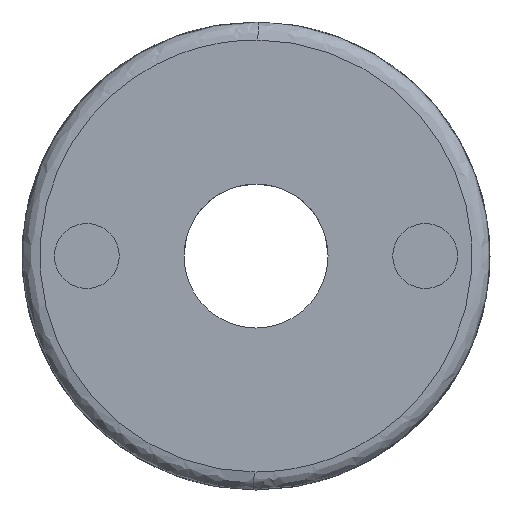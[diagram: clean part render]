
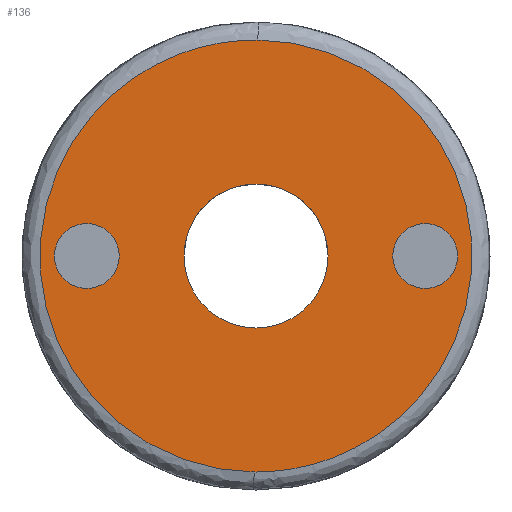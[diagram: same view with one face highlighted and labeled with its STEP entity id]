
A CAD part, left-side view. The second image highlights one B-rep face of the part: STEP entity #136.
In plain terms, the highlighted planar face has unit normal (-1, 0, 0).
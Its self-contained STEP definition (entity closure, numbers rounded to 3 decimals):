
#136 = ADVANCED_FACE ( 'NONE', ( #1410, #3428, #3287, #3233 ), #4816, .F. ) ;
#140 = VERTEX_POINT ( 'NONE', #4381 ) ;
#196 = DIRECTION ( 'NONE',  ( 0., 0., -1. ) ) ;
#202 = DIRECTION ( 'NONE',  ( 1., 0., 0. ) ) ;
#205 = CARTESIAN_POINT ( 'NONE',  ( -9.5, 4.7, 0.9 ) ) ;
#209 = CARTESIAN_POINT ( 'NONE',  ( -9.5, 4.7, 0. ) ) ;
#292 = CARTESIAN_POINT ( 'NONE',  ( -9.5, 4.7, 0. ) ) ;
#300 = DIRECTION ( 'NONE',  ( 1., 0., 0. ) ) ;
#318 = DIRECTION ( 'NONE',  ( 0., 0., -1. ) ) ;
#328 = VERTEX_POINT ( 'NONE', #4612 ) ;
#399 = CIRCLE ( 'NONE', #1705, 0.9 ) ;
#449 = CIRCLE ( 'NONE', #1407, 2. ) ;
#566 = EDGE_CURVE ( 'NONE', #2801, #3839, #2463, .T. ) ;
#700 = EDGE_CURVE ( 'NONE', #140, #328, #3729, .T. ) ;
#1008 = DIRECTION ( 'NONE',  ( 0., 0., -1. ) ) ;
#1012 = DIRECTION ( 'NONE',  ( 1., 0., 0. ) ) ;
#1034 = CARTESIAN_POINT ( 'NONE',  ( -9.5, -4.7, 0. ) ) ;
#1059 = DIRECTION ( 'NONE',  ( 0., 0., -1. ) ) ;
#1073 = DIRECTION ( 'NONE',  ( 1., 0., 0. ) ) ;
#1089 = CARTESIAN_POINT ( 'NONE',  ( -9.5, 0., 0. ) ) ;
#1200 = CIRCLE ( 'NONE', #1792, 0.9 ) ;
#1238 = CARTESIAN_POINT ( 'NONE',  ( -9.5, 11.946, -5.892 ) ) ;
#1332 = CARTESIAN_POINT ( 'NONE',  ( -9.5, 0., -6. ) ) ;
#1335 = CARTESIAN_POINT ( 'NONE',  ( -9.5, -11.892, -6. ) ) ;
#1342 = CARTESIAN_POINT ( 'NONE',  ( -9.5, -11.946, 5.892 ) ) ;
#1407 = AXIS2_PLACEMENT_3D ( 'NONE', #1089, #1073, #1059 ) ;
#1410 = FACE_BOUND ( 'NONE', #3111, .T. ) ;
#1466 = CARTESIAN_POINT ( 'NONE',  ( -9.5, -4.7, 0. ) ) ;
#1496 = CARTESIAN_POINT ( 'NONE',  ( -9.5, -0.054, 6. ) ) ;
#1540 = CARTESIAN_POINT ( 'NONE',  ( -9.5, 0.054, -6. ) ) ;
#1602 = EDGE_CURVE ( 'NONE', #3839, #140, #1935, .T. ) ;
#1705 = AXIS2_PLACEMENT_3D ( 'NONE', #1034, #1012, #1008 ) ;
#1792 = AXIS2_PLACEMENT_3D ( 'NONE', #209, #202, #196 ) ;
#1859 = CARTESIAN_POINT ( 'NONE',  ( -9.5, 0., 2. ) ) ;
#1870 = CARTESIAN_POINT ( 'NONE',  ( -9.5, 0., 6. ) ) ;
#1891 = CARTESIAN_POINT ( 'NONE',  ( -9.5, 11.892, 6. ) ) ;
#1904 = CARTESIAN_POINT ( 'NONE',  ( -9.5, 0., 6. ) ) ;
#1935 =( BOUNDED_CURVE ( )  B_SPLINE_CURVE ( 3, ( #1496, #1342, #1335, #1332 ),
 .UNSPECIFIED., .F., .F. ) 
 B_SPLINE_CURVE_WITH_KNOTS ( ( 4, 4 ),
 ( 0.003, 1. ),
 .UNSPECIFIED. ) 
 CURVE ( )  GEOMETRIC_REPRESENTATION_ITEM ( )  RATIONAL_B_SPLINE_CURVE ( ( 1., 0.336, 0.336, 1. ) ) 
 REPRESENTATION_ITEM ( '' )  );
#1962 = EDGE_CURVE ( 'NONE', #2597, #2904, #1200, .T. ) ;
#2132 = EDGE_CURVE ( 'NONE', #328, #2801, #5158, .T. ) ;
#2192 = AXIS2_PLACEMENT_3D ( 'NONE', #2843, #2848, #2859 ) ;
#2254 = VERTEX_POINT ( 'NONE', #3857 ) ;
#2463 =( BOUNDED_CURVE ( )  B_SPLINE_CURVE ( 3, ( #3788, #3830, #3918, #3779 ),
 .UNSPECIFIED., .F., .F. ) 
 B_SPLINE_CURVE_WITH_KNOTS ( ( 4, 4 ),
 ( 0., 0.003 ),
 .UNSPECIFIED. ) 
 CURVE ( )  GEOMETRIC_REPRESENTATION_ITEM ( )  RATIONAL_B_SPLINE_CURVE ( ( 1., 1., 1., 1. ) ) 
 REPRESENTATION_ITEM ( '' )  );
#2489 = VERTEX_POINT ( 'NONE', #4367 ) ;
#2512 = AXIS2_PLACEMENT_3D ( 'NONE', #1466, #5009, #5032 ) ;
#2544 = CARTESIAN_POINT ( 'NONE',  ( -9.5, 0., -2. ) ) ;
#2597 = VERTEX_POINT ( 'NONE', #4040 ) ;
#2732 = VERTEX_POINT ( 'NONE', #2544 ) ;
#2751 = EDGE_CURVE ( 'NONE', #2489, #2254, #3645, .T. ) ;
#2801 = VERTEX_POINT ( 'NONE', #1870 ) ;
#2843 = CARTESIAN_POINT ( 'NONE',  ( -9.5, 0., 0. ) ) ;
#2848 = DIRECTION ( 'NONE',  ( 1., 0., 0. ) ) ;
#2859 = DIRECTION ( 'NONE',  ( 0., 0., -1. ) ) ;
#2904 = VERTEX_POINT ( 'NONE', #205 ) ;
#2951 = EDGE_CURVE ( 'NONE', #2904, #2597, #4208, .T. ) ;
#3111 = EDGE_LOOP ( 'NONE', ( #3822, #3820 ) ) ;
#3202 = EDGE_CURVE ( 'NONE', #4888, #2732, #5015, .T. ) ;
#3233 = FACE_OUTER_BOUND ( 'NONE', #3256, .T. ) ;
#3239 = EDGE_LOOP ( 'NONE', ( #3743, #3751 ) ) ;
#3256 = EDGE_LOOP ( 'NONE', ( #4022, #3799, #4018, #3793 ) ) ;
#3286 = EDGE_LOOP ( 'NONE', ( #3811, #3765 ) ) ;
#3287 = FACE_BOUND ( 'NONE', #3239, .T. ) ;
#3297 = CARTESIAN_POINT ( 'NONE',  ( -9.5, 0.054, -6. ) ) ;
#3302 = CARTESIAN_POINT ( 'NONE',  ( -9.5, 0.036, -6. ) ) ;
#3361 = CARTESIAN_POINT ( 'NONE',  ( -9.5, 0., -6. ) ) ;
#3404 = CARTESIAN_POINT ( 'NONE',  ( -9.5, 0.018, -6. ) ) ;
#3428 = FACE_BOUND ( 'NONE', #3286, .T. ) ;
#3645 = CIRCLE ( 'NONE', #2512, 0.9 ) ;
#3729 =( BOUNDED_CURVE ( )  B_SPLINE_CURVE ( 3, ( #3361, #3404, #3302, #3297 ),
 .UNSPECIFIED., .F., .F. ) 
 B_SPLINE_CURVE_WITH_KNOTS ( ( 4, 4 ),
 ( 0., 0.003 ),
 .UNSPECIFIED. ) 
 CURVE ( )  GEOMETRIC_REPRESENTATION_ITEM ( )  RATIONAL_B_SPLINE_CURVE ( ( 1., 1., 1., 1. ) ) 
 REPRESENTATION_ITEM ( '' )  );
#3743 = ORIENTED_EDGE ( 'NONE', *, *, #5128, .T. ) ;
#3751 = ORIENTED_EDGE ( 'NONE', *, *, #3202, .T. ) ;
#3765 = ORIENTED_EDGE ( 'NONE', *, *, #2951, .T. ) ;
#3779 = CARTESIAN_POINT ( 'NONE',  ( -9.5, -0.054, 6. ) ) ;
#3788 = CARTESIAN_POINT ( 'NONE',  ( -9.5, 0., 6. ) ) ;
#3793 = ORIENTED_EDGE ( 'NONE', *, *, #1602, .F. ) ;
#3799 = ORIENTED_EDGE ( 'NONE', *, *, #2132, .F. ) ;
#3811 = ORIENTED_EDGE ( 'NONE', *, *, #1962, .T. ) ;
#3820 = ORIENTED_EDGE ( 'NONE', *, *, #2751, .T. ) ;
#3822 = ORIENTED_EDGE ( 'NONE', *, *, #5139, .T. ) ;
#3830 = CARTESIAN_POINT ( 'NONE',  ( -9.5, -0.018, 6. ) ) ;
#3839 = VERTEX_POINT ( 'NONE', #5065 ) ;
#3857 = CARTESIAN_POINT ( 'NONE',  ( -9.5, -4.7, -0.9 ) ) ;
#3918 = CARTESIAN_POINT ( 'NONE',  ( -9.5, -0.036, 6. ) ) ;
#4018 = ORIENTED_EDGE ( 'NONE', *, *, #700, .F. ) ;
#4022 = ORIENTED_EDGE ( 'NONE', *, *, #566, .F. ) ;
#4040 = CARTESIAN_POINT ( 'NONE',  ( -9.5, 4.7, -0.9 ) ) ;
#4208 = CIRCLE ( 'NONE', #4297, 0.9 ) ;
#4297 = AXIS2_PLACEMENT_3D ( 'NONE', #292, #300, #318 ) ;
#4367 = CARTESIAN_POINT ( 'NONE',  ( -9.5, -4.7, 0.9 ) ) ;
#4381 = CARTESIAN_POINT ( 'NONE',  ( -9.5, 0., -6. ) ) ;
#4452 = CARTESIAN_POINT ( 'NONE',  ( -9.5, 0., 0. ) ) ;
#4612 = CARTESIAN_POINT ( 'NONE',  ( -9.5, 0.054, -6. ) ) ;
#4632 = DIRECTION ( 'NONE',  ( 0., 0., -1. ) ) ;
#4645 = DIRECTION ( 'NONE',  ( 1., 0., 0. ) ) ;
#4816 = PLANE ( 'NONE',  #5167 ) ;
#4888 = VERTEX_POINT ( 'NONE', #1859 ) ;
#5009 = DIRECTION ( 'NONE',  ( 1., 0., 0. ) ) ;
#5015 = CIRCLE ( 'NONE', #2192, 2. ) ;
#5032 = DIRECTION ( 'NONE',  ( 0., 0., -1. ) ) ;
#5065 = CARTESIAN_POINT ( 'NONE',  ( -9.5, -0.054, 6. ) ) ;
#5128 = EDGE_CURVE ( 'NONE', #2732, #4888, #449, .T. ) ;
#5139 = EDGE_CURVE ( 'NONE', #2254, #2489, #399, .T. ) ;
#5158 =( BOUNDED_CURVE ( )  B_SPLINE_CURVE ( 3, ( #1540, #1238, #1891, #1904 ),
 .UNSPECIFIED., .F., .T. ) 
 B_SPLINE_CURVE_WITH_KNOTS ( ( 4, 4 ),
 ( 0.003, 1. ),
 .UNSPECIFIED. ) 
 CURVE ( )  GEOMETRIC_REPRESENTATION_ITEM ( )  RATIONAL_B_SPLINE_CURVE ( ( 1., 0.336, 0.336, 1. ) ) 
 REPRESENTATION_ITEM ( '' )  );
#5167 = AXIS2_PLACEMENT_3D ( 'NONE', #4452, #4645, #4632 ) ;
